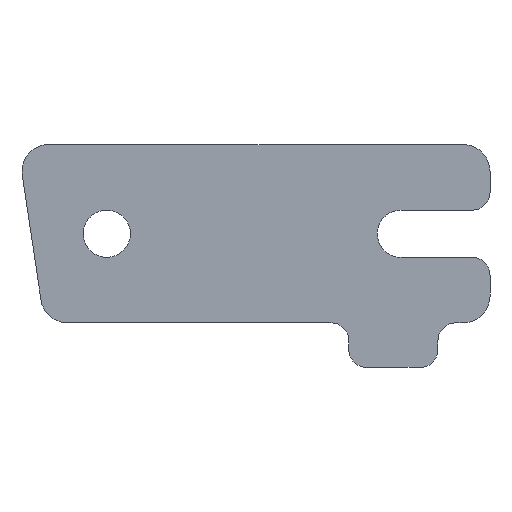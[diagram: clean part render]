
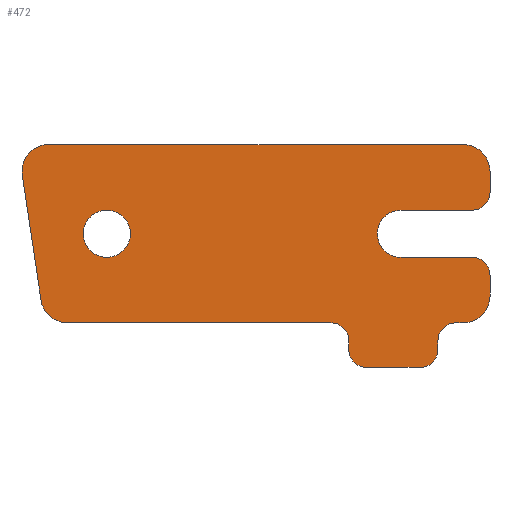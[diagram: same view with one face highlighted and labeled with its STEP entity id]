
A CAD part, top view. The second image highlights one B-rep face of the part: STEP entity #472.
In plain terms, the highlighted planar face has unit normal (0, 0, 1).
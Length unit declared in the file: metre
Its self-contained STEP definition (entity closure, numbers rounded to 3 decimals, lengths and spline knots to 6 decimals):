
#17=CIRCLE('',#508,0.00265);
#18=CIRCLE('',#514,0.00265);
#20=CIRCLE('',#517,0.002);
#21=CIRCLE('',#518,0.002);
#22=CIRCLE('',#519,0.003);
#23=CIRCLE('',#520,0.002);
#24=CIRCLE('',#521,0.002);
#25=CIRCLE('',#522,0.003);
#26=CIRCLE('',#523,0.003);
#27=CIRCLE('',#524,0.003);
#28=CIRCLE('',#525,0.002);
#29=CIRCLE('',#526,0.002);
#102=ORIENTED_EDGE('',*,*,#198,.T.);
#103=ORIENTED_EDGE('',*,*,#236,.T.);
#104=ORIENTED_EDGE('',*,*,#200,.F.);
#105=ORIENTED_EDGE('',*,*,#237,.T.);
#106=ORIENTED_EDGE('',*,*,#204,.F.);
#107=ORIENTED_EDGE('',*,*,#238,.T.);
#108=ORIENTED_EDGE('',*,*,#210,.F.);
#109=ORIENTED_EDGE('',*,*,#239,.T.);
#110=ORIENTED_EDGE('',*,*,#212,.F.);
#111=ORIENTED_EDGE('',*,*,#218,.T.);
#112=ORIENTED_EDGE('',*,*,#221,.T.);
#113=ORIENTED_EDGE('',*,*,#240,.T.);
#114=ORIENTED_EDGE('',*,*,#222,.F.);
#115=ORIENTED_EDGE('',*,*,#241,.T.);
#116=ORIENTED_EDGE('',*,*,#228,.T.);
#117=ORIENTED_EDGE('',*,*,#242,.T.);
#118=ORIENTED_EDGE('',*,*,#232,.T.);
#119=ORIENTED_EDGE('',*,*,#243,.T.);
#120=ORIENTED_EDGE('',*,*,#190,.F.);
#121=ORIENTED_EDGE('',*,*,#244,.T.);
#122=ORIENTED_EDGE('',*,*,#192,.T.);
#123=ORIENTED_EDGE('',*,*,#245,.T.);
#124=ORIENTED_EDGE('',*,*,#234,.F.);
#190=EDGE_CURVE('',#258,#259,#304,.T.);
#192=EDGE_CURVE('',#260,#261,#306,.T.);
#198=EDGE_CURVE('',#267,#266,#312,.T.);
#200=EDGE_CURVE('',#268,#269,#314,.T.);
#204=EDGE_CURVE('',#272,#273,#318,.T.);
#210=EDGE_CURVE('',#278,#279,#324,.T.);
#212=EDGE_CURVE('',#280,#281,#326,.T.);
#218=EDGE_CURVE('',#280,#285,#17,.T.);
#221=EDGE_CURVE('',#285,#287,#333,.T.);
#222=EDGE_CURVE('',#288,#289,#334,.T.);
#228=EDGE_CURVE('',#295,#294,#340,.T.);
#232=EDGE_CURVE('',#299,#298,#344,.T.);
#234=EDGE_CURVE('',#300,#300,#18,.T.);
#236=EDGE_CURVE('',#266,#269,#20,.T.);
#237=EDGE_CURVE('',#268,#273,#21,.F.);
#238=EDGE_CURVE('',#272,#279,#22,.T.);
#239=EDGE_CURVE('',#278,#281,#23,.T.);
#240=EDGE_CURVE('',#287,#289,#24,.T.);
#241=EDGE_CURVE('',#288,#295,#25,.T.);
#242=EDGE_CURVE('',#294,#299,#26,.T.);
#243=EDGE_CURVE('',#298,#259,#27,.T.);
#244=EDGE_CURVE('',#258,#260,#28,.F.);
#245=EDGE_CURVE('',#261,#267,#29,.T.);
#258=VERTEX_POINT('',#701);
#259=VERTEX_POINT('',#703);
#260=VERTEX_POINT('',#707);
#261=VERTEX_POINT('',#708);
#266=VERTEX_POINT('',#719);
#267=VERTEX_POINT('',#721);
#268=VERTEX_POINT('',#725);
#269=VERTEX_POINT('',#726);
#272=VERTEX_POINT('',#734);
#273=VERTEX_POINT('',#735);
#278=VERTEX_POINT('',#746);
#279=VERTEX_POINT('',#748);
#280=VERTEX_POINT('',#752);
#281=VERTEX_POINT('',#753);
#285=VERTEX_POINT('',#763);
#287=VERTEX_POINT('',#769);
#288=VERTEX_POINT('',#773);
#289=VERTEX_POINT('',#774);
#294=VERTEX_POINT('',#785);
#295=VERTEX_POINT('',#787);
#298=VERTEX_POINT('',#794);
#299=VERTEX_POINT('',#796);
#300=VERTEX_POINT('',#800);
#304=LINE('',#702,#348);
#306=LINE('',#706,#350);
#312=LINE('',#720,#356);
#314=LINE('',#724,#358);
#318=LINE('',#733,#362);
#324=LINE('',#747,#368);
#326=LINE('',#751,#370);
#333=LINE('',#770,#377);
#334=LINE('',#772,#378);
#340=LINE('',#786,#384);
#344=LINE('',#795,#388);
#348=VECTOR('',#555,1.);
#350=VECTOR('',#559,1.);
#356=VECTOR('',#567,1.);
#358=VECTOR('',#571,1.);
#362=VECTOR('',#577,1.);
#368=VECTOR('',#585,1.);
#370=VECTOR('',#589,1.);
#377=VECTOR('',#604,1.);
#378=VECTOR('',#607,1.);
#384=VECTOR('',#615,1.);
#388=VECTOR('',#621,1.);
#404=EDGE_LOOP('',(#102,#103,#104,#105,#106,#107,#108,#109,#110,#111,#112,
#113,#114,#115,#116,#117,#118,#119,#120,#121,#122,#123));
#405=EDGE_LOOP('',(#124));
#432=FACE_BOUND('',#404,.T.);
#433=FACE_BOUND('',#405,.T.);
#457=PLANE('',#516);
#472=ADVANCED_FACE('',(#432,#433),#457,.T.);
#508=AXIS2_PLACEMENT_3D('',#764,#598,#599);
#514=AXIS2_PLACEMENT_3D('',#799,#625,#626);
#516=AXIS2_PLACEMENT_3D('',#803,#629,#630);
#517=AXIS2_PLACEMENT_3D('',#804,#631,#632);
#518=AXIS2_PLACEMENT_3D('',#805,#633,#634);
#519=AXIS2_PLACEMENT_3D('',#806,#635,#636);
#520=AXIS2_PLACEMENT_3D('',#807,#637,#638);
#521=AXIS2_PLACEMENT_3D('',#808,#639,#640);
#522=AXIS2_PLACEMENT_3D('',#809,#641,#642);
#523=AXIS2_PLACEMENT_3D('',#810,#643,#644);
#524=AXIS2_PLACEMENT_3D('',#811,#645,#646);
#525=AXIS2_PLACEMENT_3D('',#812,#647,#648);
#526=AXIS2_PLACEMENT_3D('',#813,#649,#650);
#555=DIRECTION('',(-1.,0.,0.));
#559=DIRECTION('',(0.,-1.,0.));
#567=DIRECTION('',(1.,0.,0.));
#571=DIRECTION('',(0.,-1.,0.));
#577=DIRECTION('',(-1.,0.,0.));
#585=DIRECTION('',(0.,-1.,0.));
#589=DIRECTION('',(1.,0.,0.));
#598=DIRECTION('',(0.,0.,-1.));
#599=DIRECTION('',(1.,0.,0.));
#604=DIRECTION('',(1.,0.,0.));
#607=DIRECTION('',(0.,-1.,0.));
#615=DIRECTION('',(-1.,0.,0.));
#621=DIRECTION('',(0.148,-0.989,0.));
#625=DIRECTION('',(0.,0.,1.));
#626=DIRECTION('',(1.,0.,0.));
#629=DIRECTION('',(0.,0.,1.));
#630=DIRECTION('',(1.,0.,0.));
#631=DIRECTION('',(0.,0.,1.));
#632=DIRECTION('',(1.,0.,0.));
#633=DIRECTION('',(0.,0.,1.));
#634=DIRECTION('',(1.,0.,0.));
#635=DIRECTION('',(0.,0.,1.));
#636=DIRECTION('',(1.,0.,0.));
#637=DIRECTION('',(0.,0.,1.));
#638=DIRECTION('',(1.,0.,0.));
#639=DIRECTION('',(0.,0.,1.));
#640=DIRECTION('',(1.,0.,0.));
#641=DIRECTION('',(0.,0.,1.));
#642=DIRECTION('',(1.,0.,0.));
#643=DIRECTION('',(0.,0.,1.));
#644=DIRECTION('',(1.,0.,0.));
#645=DIRECTION('',(0.,0.,1.));
#646=DIRECTION('',(1.,0.,0.));
#647=DIRECTION('',(0.,0.,1.));
#648=DIRECTION('',(1.,0.,0.));
#649=DIRECTION('',(0.,0.,1.));
#650=DIRECTION('',(1.,0.,0.));
#701=CARTESIAN_POINT('',(0.008656,-0.01,0.000125));
#702=CARTESIAN_POINT('',(-0.012344,-0.01,0.000125));
#703=CARTESIAN_POINT('',(-0.020916,-0.01,0.000125));
#706=CARTESIAN_POINT('',(0.010656,-0.0125,0.000125));
#707=CARTESIAN_POINT('',(0.010656,-0.012,0.000125));
#708=CARTESIAN_POINT('',(0.010656,-0.013,0.000125));
#719=CARTESIAN_POINT('',(0.018656,-0.015,0.000125));
#720=CARTESIAN_POINT('',(0.015656,-0.015,0.000125));
#721=CARTESIAN_POINT('',(0.012656,-0.015,0.000125));
#724=CARTESIAN_POINT('',(0.020656,-0.0125,0.000125));
#725=CARTESIAN_POINT('',(0.020656,-0.012,0.000125));
#726=CARTESIAN_POINT('',(0.020656,-0.013,0.000125));
#733=CARTESIAN_POINT('',(0.023578,-0.01,0.000125));
#734=CARTESIAN_POINT('',(0.0235,-0.01,0.000125));
#735=CARTESIAN_POINT('',(0.022656,-0.01,0.000125));
#746=CARTESIAN_POINT('',(0.0265,-0.00465,0.000125));
#747=CARTESIAN_POINT('',(0.0265,-0.006325,0.000125));
#748=CARTESIAN_POINT('',(0.0265,-0.007,0.000125));
#751=CARTESIAN_POINT('',(0.021516,-0.00265,0.000125));
#752=CARTESIAN_POINT('',(0.016531,-0.00265,0.000125));
#753=CARTESIAN_POINT('',(0.0245,-0.00265,0.000125));
#763=CARTESIAN_POINT('',(0.016531,0.00265,0.000125));
#764=CARTESIAN_POINT('',(0.0165,0.,0.000125));
#769=CARTESIAN_POINT('',(0.0245,0.00265,0.000125));
#770=CARTESIAN_POINT('',(0.021516,0.00265,0.000125));
#772=CARTESIAN_POINT('',(0.0265,0.006325,0.000125));
#773=CARTESIAN_POINT('',(0.0265,0.007,0.000125));
#774=CARTESIAN_POINT('',(0.0265,0.00465,0.000125));
#785=CARTESIAN_POINT('',(-0.023016,0.01,0.000125));
#786=CARTESIAN_POINT('',(0.,0.01,0.000125));
#787=CARTESIAN_POINT('',(0.0235,0.01,0.000125));
#794=CARTESIAN_POINT('',(-0.023883,-0.007445,0.000125));
#795=CARTESIAN_POINT('',(-0.025,0.,0.000125));
#796=CARTESIAN_POINT('',(-0.025983,0.006555,0.000125));
#799=CARTESIAN_POINT('',(-0.0165,0.,0.000125));
#800=CARTESIAN_POINT('',(-0.01385,0.,0.000125));
#803=CARTESIAN_POINT('',(0.,-0.0025,0.000125));
#804=CARTESIAN_POINT('',(0.018656,-0.013,0.000125));
#805=CARTESIAN_POINT('',(0.022656,-0.012,0.000125));
#806=CARTESIAN_POINT('',(0.0235,-0.007,0.000125));
#807=CARTESIAN_POINT('',(0.0245,-0.00465,0.000125));
#808=CARTESIAN_POINT('',(0.0245,0.00465,0.000125));
#809=CARTESIAN_POINT('',(0.0235,0.007,0.000125));
#810=CARTESIAN_POINT('',(-0.023016,0.007,0.000125));
#811=CARTESIAN_POINT('',(-0.020916,-0.007,0.000125));
#812=CARTESIAN_POINT('',(0.008656,-0.012,0.000125));
#813=CARTESIAN_POINT('',(0.012656,-0.013,0.000125));
